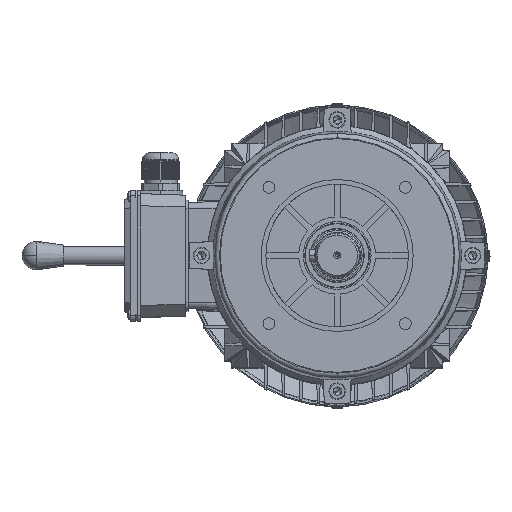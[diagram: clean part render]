
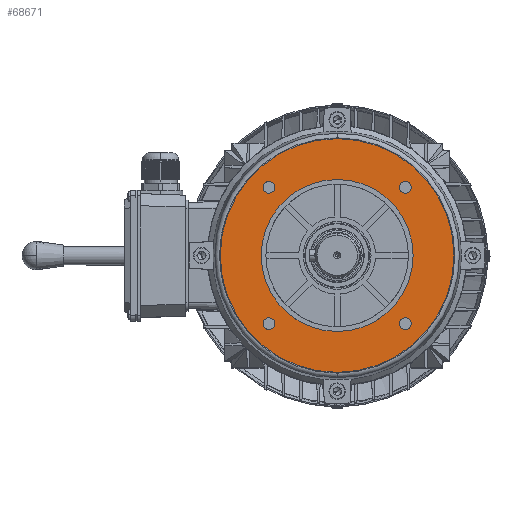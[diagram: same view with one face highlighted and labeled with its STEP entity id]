
A CAD part, top view. The second image highlights one B-rep face of the part: STEP entity #68671.
In plain terms, the highlighted planar face has unit normal (0, 0, 1).
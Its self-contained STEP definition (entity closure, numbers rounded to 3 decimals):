
#6561 = EDGE_CURVE ( 'NONE', #6636, #6562, #30775, .T. ) ;
#6562 = VERTEX_POINT ( 'NONE', #30767 ) ;
#6563 = VERTEX_POINT ( 'NONE', #30765 ) ;
#6565 = VERTEX_POINT ( 'NONE', #30764 ) ;
#6568 = EDGE_CURVE ( 'NONE', #6563, #6565, #30746, .T. ) ;
#6590 = EDGE_CURVE ( 'NONE', #6595, #6591, #30910, .T. ) ;
#6591 = VERTEX_POINT ( 'NONE', #30904 ) ;
#6595 = VERTEX_POINT ( 'NONE', #30899 ) ;
#6636 = VERTEX_POINT ( 'NONE', #31003 ) ;
#6643 = EDGE_CURVE ( 'NONE', #6799, #6745, #30992, .T. ) ;
#6745 = VERTEX_POINT ( 'NONE', #31285 ) ;
#6799 = VERTEX_POINT ( 'NONE', #31493 ) ;
#7062 = VERTEX_POINT ( 'NONE', #32608 ) ;
#7063 = VERTEX_POINT ( 'NONE', #32606 ) ;
#7067 = VERTEX_POINT ( 'NONE', #32591 ) ;
#7069 = EDGE_CURVE ( 'NONE', #7070, #7067, #32588, .T. ) ;
#7070 = VERTEX_POINT ( 'NONE', #32578 ) ;
#7119 = EDGE_CURVE ( 'NONE', #7062, #7063, #32764, .T. ) ;
#26931 = CIRCLE ( 'NONE', #27058, 5. ) ;
#27052 = DIRECTION ( 'NONE',  ( 1., 0., 0. ) ) ;
#27054 = DIRECTION ( 'NONE',  ( 0., 0., 1. ) ) ;
#27056 = CARTESIAN_POINT ( 'NONE',  ( 58.336, 58.336, 27.689 ) ) ;
#27058 = AXIS2_PLACEMENT_3D ( 'NONE', #27056, #27054, #27052 ) ;
#27138 = DIRECTION ( 'NONE',  ( 1., 0., 0. ) ) ;
#27139 = DIRECTION ( 'NONE',  ( 0., 0., 1. ) ) ;
#27141 = CARTESIAN_POINT ( 'NONE',  ( 58.336, -58.336, 27.689 ) ) ;
#27143 = AXIS2_PLACEMENT_3D ( 'NONE', #27141, #27139, #27138 ) ;
#27145 = CIRCLE ( 'NONE', #27143, 5. ) ;
#27161 = DIRECTION ( 'NONE',  ( -1., 0., 0. ) ) ;
#27163 = DIRECTION ( 'NONE',  ( 0., 0., -1. ) ) ;
#27165 = CARTESIAN_POINT ( 'NONE',  ( 0., 0., 27.689 ) ) ;
#27166 = AXIS2_PLACEMENT_3D ( 'NONE', #27165, #27163, #27161 ) ;
#27167 = CIRCLE ( 'NONE', #27166, 100. ) ;
#27172 = DIRECTION ( 'NONE',  ( 1., 0., 0. ) ) ;
#27175 = DIRECTION ( 'NONE',  ( 0., 0., 1. ) ) ;
#27176 = CARTESIAN_POINT ( 'NONE',  ( -58.336, -58.336, 27.689 ) ) ;
#27177 = AXIS2_PLACEMENT_3D ( 'NONE', #27176, #27175, #27172 ) ;
#27178 = CIRCLE ( 'NONE', #27177, 5. ) ;
#27183 = CARTESIAN_POINT ( 'NONE',  ( -58.336, 58.336, 27.689 ) ) ;
#27184 = CIRCLE ( 'NONE', #27315, 5. ) ;
#27211 = DIRECTION ( 'NONE',  ( -1., 0., 0. ) ) ;
#27213 = DIRECTION ( 'NONE',  ( 0., 0., -1. ) ) ;
#27214 = CARTESIAN_POINT ( 'NONE',  ( 0., 0., 27.689 ) ) ;
#27215 = AXIS2_PLACEMENT_3D ( 'NONE', #27214, #27213, #27211 ) ;
#27219 = DIRECTION ( 'NONE',  ( 1., 0., 0. ) ) ;
#27221 = DIRECTION ( 'NONE',  ( 0., 0., 1. ) ) ;
#27222 = CARTESIAN_POINT ( 'NONE',  ( -100., 0., 27.689 ) ) ;
#27223 = AXIS2_PLACEMENT_3D ( 'NONE', #27222, #27221, #27219 ) ;
#27224 = CIRCLE ( 'NONE', #27215, 65. ) ;
#27229 = PLANE ( 'NONE',  #27223 ) ;
#27230 = FACE_OUTER_BOUND ( 'NONE', #68632, .T. ) ;
#27231 = FACE_BOUND ( 'NONE', #68641, .T. ) ;
#27232 = FACE_BOUND ( 'NONE', #68540, .T. ) ;
#27233 = FACE_BOUND ( 'NONE', #68635, .T. ) ;
#27234 = FACE_BOUND ( 'NONE', #68717, .T. ) ;
#27236 = FACE_BOUND ( 'NONE', #68650, .T. ) ;
#27311 = DIRECTION ( 'NONE',  ( 1., 0., 0. ) ) ;
#27313 = DIRECTION ( 'NONE',  ( 0., 0., 1. ) ) ;
#27315 = AXIS2_PLACEMENT_3D ( 'NONE', #27183, #27313, #27311 ) ;
#30740 = DIRECTION ( 'NONE',  ( 1., 0., 0. ) ) ;
#30741 = DIRECTION ( 'NONE',  ( 0., 0., 1. ) ) ;
#30743 = CARTESIAN_POINT ( 'NONE',  ( -58.336, -58.336, 27.689 ) ) ;
#30744 = AXIS2_PLACEMENT_3D ( 'NONE', #30743, #30741, #30740 ) ;
#30746 = CIRCLE ( 'NONE', #30744, 5. ) ;
#30764 = CARTESIAN_POINT ( 'NONE',  ( -53.336, -58.336, 27.689 ) ) ;
#30765 = CARTESIAN_POINT ( 'NONE',  ( -63.336, -58.336, 27.689 ) ) ;
#30767 = CARTESIAN_POINT ( 'NONE',  ( 63.336, -58.336, 27.689 ) ) ;
#30770 = DIRECTION ( 'NONE',  ( 1., 0., 0. ) ) ;
#30771 = DIRECTION ( 'NONE',  ( 0., 0., 1. ) ) ;
#30774 = AXIS2_PLACEMENT_3D ( 'NONE', #30785, #30771, #30770 ) ;
#30775 = CIRCLE ( 'NONE', #30774, 5. ) ;
#30785 = CARTESIAN_POINT ( 'NONE',  ( 58.336, -58.336, 27.689 ) ) ;
#30899 = CARTESIAN_POINT ( 'NONE',  ( -63.336, 58.336, 27.689 ) ) ;
#30904 = CARTESIAN_POINT ( 'NONE',  ( -53.336, 58.336, 27.689 ) ) ;
#30905 = DIRECTION ( 'NONE',  ( 1., 0., 0. ) ) ;
#30906 = DIRECTION ( 'NONE',  ( 0., 0., 1. ) ) ;
#30907 = CARTESIAN_POINT ( 'NONE',  ( -58.336, 58.336, 27.689 ) ) ;
#30908 = AXIS2_PLACEMENT_3D ( 'NONE', #30907, #30906, #30905 ) ;
#30910 = CIRCLE ( 'NONE', #30908, 5. ) ;
#30986 = DIRECTION ( 'NONE',  ( 1., 0., 0. ) ) ;
#30989 = DIRECTION ( 'NONE',  ( 0., 0., 1. ) ) ;
#30990 = CARTESIAN_POINT ( 'NONE',  ( 58.336, 58.336, 27.689 ) ) ;
#30991 = AXIS2_PLACEMENT_3D ( 'NONE', #30990, #30989, #30986 ) ;
#30992 = CIRCLE ( 'NONE', #30991, 5. ) ;
#31003 = CARTESIAN_POINT ( 'NONE',  ( 53.336, -58.336, 27.689 ) ) ;
#31285 = CARTESIAN_POINT ( 'NONE',  ( 63.336, 58.336, 27.689 ) ) ;
#31493 = CARTESIAN_POINT ( 'NONE',  ( 53.336, 58.336, 27.689 ) ) ;
#32578 = CARTESIAN_POINT ( 'NONE',  ( -65., 0., 27.689 ) ) ;
#32581 = DIRECTION ( 'NONE',  ( -1., 0., 0. ) ) ;
#32583 = DIRECTION ( 'NONE',  ( 0., 0., -1. ) ) ;
#32584 = CARTESIAN_POINT ( 'NONE',  ( 0., 0., 27.689 ) ) ;
#32586 = AXIS2_PLACEMENT_3D ( 'NONE', #32584, #32583, #32581 ) ;
#32588 = CIRCLE ( 'NONE', #32586, 65. ) ;
#32591 = CARTESIAN_POINT ( 'NONE',  ( 65., 0., 27.689 ) ) ;
#32606 = CARTESIAN_POINT ( 'NONE',  ( 100., 0., 27.689 ) ) ;
#32608 = CARTESIAN_POINT ( 'NONE',  ( -100., 0., 27.689 ) ) ;
#32760 = DIRECTION ( 'NONE',  ( -1., 0., 0. ) ) ;
#32761 = DIRECTION ( 'NONE',  ( 0., 0., -1. ) ) ;
#32762 = CARTESIAN_POINT ( 'NONE',  ( 0., 0., 27.689 ) ) ;
#32763 = AXIS2_PLACEMENT_3D ( 'NONE', #32762, #32761, #32760 ) ;
#32764 = CIRCLE ( 'NONE', #32763, 100. ) ;
#68535 = ORIENTED_EDGE ( 'NONE', *, *, #7119, .F. ) ;
#68540 = EDGE_LOOP ( 'NONE', ( #68544, #68636 ) ) ;
#68544 = ORIENTED_EDGE ( 'NONE', *, *, #68548, .F. ) ;
#68548 = EDGE_CURVE ( 'NONE', #6745, #6799, #26931, .T. ) ;
#68626 = ORIENTED_EDGE ( 'NONE', *, *, #7069, .T. ) ;
#68628 = ORIENTED_EDGE ( 'NONE', *, *, #68673, .T. ) ;
#68632 = EDGE_LOOP ( 'NONE', ( #68535, #68660 ) ) ;
#68633 = EDGE_CURVE ( 'NONE', #6565, #6563, #27178, .T. ) ;
#68634 = ORIENTED_EDGE ( 'NONE', *, *, #6568, .F. ) ;
#68635 = EDGE_LOOP ( 'NONE', ( #68647, #68652 ) ) ;
#68636 = ORIENTED_EDGE ( 'NONE', *, *, #6643, .F. ) ;
#68641 = EDGE_LOOP ( 'NONE', ( #68626, #68628 ) ) ;
#68643 = EDGE_CURVE ( 'NONE', #7063, #7062, #27167, .T. ) ;
#68647 = ORIENTED_EDGE ( 'NONE', *, *, #68651, .F. ) ;
#68650 = EDGE_LOOP ( 'NONE', ( #68672, #68713 ) ) ;
#68651 = EDGE_CURVE ( 'NONE', #6562, #6636, #27145, .T. ) ;
#68652 = ORIENTED_EDGE ( 'NONE', *, *, #6561, .F. ) ;
#68660 = ORIENTED_EDGE ( 'NONE', *, *, #68643, .F. ) ;
#68671 = ADVANCED_FACE ( 'NONE', ( #27236, #27234, #27233, #27232, #27231, #27230 ), #27229, .T. ) ;
#68672 = ORIENTED_EDGE ( 'NONE', *, *, #68693, .F. ) ;
#68673 = EDGE_CURVE ( 'NONE', #7067, #7070, #27224, .T. ) ;
#68693 = EDGE_CURVE ( 'NONE', #6591, #6595, #27184, .T. ) ;
#68713 = ORIENTED_EDGE ( 'NONE', *, *, #6590, .F. ) ;
#68717 = EDGE_LOOP ( 'NONE', ( #68727, #68634 ) ) ;
#68727 = ORIENTED_EDGE ( 'NONE', *, *, #68633, .F. ) ;
